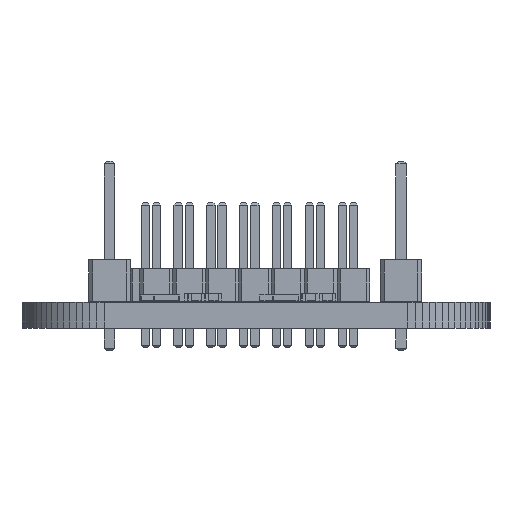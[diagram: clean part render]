
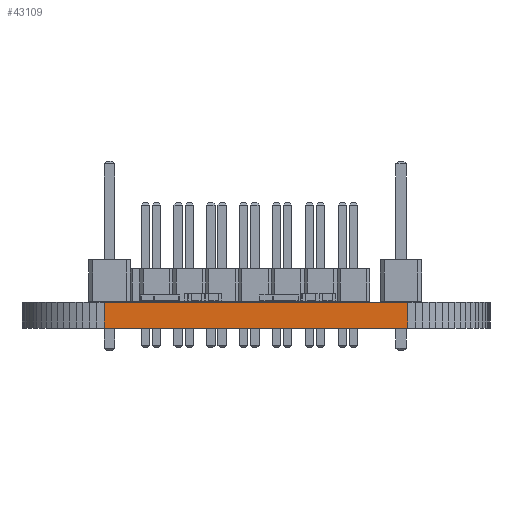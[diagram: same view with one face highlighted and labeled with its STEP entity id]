
A CAD part, front view. The second image highlights one B-rep face of the part: STEP entity #43109.
In plain terms, the highlighted planar face has unit normal (0, -1, 0).
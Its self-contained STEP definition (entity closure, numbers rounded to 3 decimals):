
#35358 = PLANE('',#35359);
#35359 = AXIS2_PLACEMENT_3D('',#35360,#35361,#35362);
#35360 = CARTESIAN_POINT('',(30.25,-110.25,1.58));
#35361 = DIRECTION('',(-0.,-0.,-1.));
#35362 = DIRECTION('',(-1.,0.,0.));
#35412 = PLANE('',#35413);
#35413 = AXIS2_PLACEMENT_3D('',#35414,#35415,#35416);
#35414 = CARTESIAN_POINT('',(30.25,-110.25,0.));
#35415 = DIRECTION('',(-0.,-0.,-1.));
#35416 = DIRECTION('',(-1.,0.,0.));
#36501 = VERTEX_POINT('',#36502);
#36502 = CARTESIAN_POINT('',(39.5,-131.,0.));
#36516 = PLANE('',#36517);
#36517 = AXIS2_PLACEMENT_3D('',#36518,#36519,#36520);
#36518 = CARTESIAN_POINT('',(39.936,-130.981,0.));
#36519 = DIRECTION('',(0.044,-0.999,0.));
#36520 = DIRECTION('',(-0.999,-0.044,0.));
#36528 = EDGE_CURVE('',#36501,#36529,#36531,.T.);
#36529 = VERTEX_POINT('',#36530);
#36530 = CARTESIAN_POINT('',(21.,-131.,0.));
#36531 = SURFACE_CURVE('',#36532,(#36536,#36543),.PCURVE_S1.);
#36532 = LINE('',#36533,#36534);
#36533 = CARTESIAN_POINT('',(39.5,-131.,0.));
#36534 = VECTOR('',#36535,1.);
#36535 = DIRECTION('',(-1.,0.,0.));
#36536 = PCURVE('',#35412,#36537);
#36537 = DEFINITIONAL_REPRESENTATION('',(#36538),#36542);
#36538 = LINE('',#36539,#36540);
#36539 = CARTESIAN_POINT('',(-9.25,-20.75));
#36540 = VECTOR('',#36541,1.);
#36541 = DIRECTION('',(1.,0.));
#36542 = ( GEOMETRIC_REPRESENTATION_CONTEXT(2) 
PARAMETRIC_REPRESENTATION_CONTEXT() REPRESENTATION_CONTEXT('2D SPACE',''
  ) );
#36543 = PCURVE('',#36544,#36549);
#36544 = PLANE('',#36545);
#36545 = AXIS2_PLACEMENT_3D('',#36546,#36547,#36548);
#36546 = CARTESIAN_POINT('',(39.5,-131.,0.));
#36547 = DIRECTION('',(0.,-1.,0.));
#36548 = DIRECTION('',(-1.,0.,0.));
#36549 = DEFINITIONAL_REPRESENTATION('',(#36550),#36554);
#36550 = LINE('',#36551,#36552);
#36551 = CARTESIAN_POINT('',(0.,-0.));
#36552 = VECTOR('',#36553,1.);
#36553 = DIRECTION('',(1.,0.));
#36554 = ( GEOMETRIC_REPRESENTATION_CONTEXT(2) 
PARAMETRIC_REPRESENTATION_CONTEXT() REPRESENTATION_CONTEXT('2D SPACE',''
  ) );
#36572 = PLANE('',#36573);
#36573 = AXIS2_PLACEMENT_3D('',#36574,#36575,#36576);
#36574 = CARTESIAN_POINT('',(21.,-131.,0.));
#36575 = DIRECTION('',(-0.044,-0.999,0.));
#36576 = DIRECTION('',(-0.999,0.044,0.));
#39429 = VERTEX_POINT('',#39430);
#39430 = CARTESIAN_POINT('',(39.5,-131.,1.58));
#39451 = EDGE_CURVE('',#39429,#39452,#39454,.T.);
#39452 = VERTEX_POINT('',#39453);
#39453 = CARTESIAN_POINT('',(21.,-131.,1.58));
#39454 = SURFACE_CURVE('',#39455,(#39459,#39466),.PCURVE_S1.);
#39455 = LINE('',#39456,#39457);
#39456 = CARTESIAN_POINT('',(39.5,-131.,1.58));
#39457 = VECTOR('',#39458,1.);
#39458 = DIRECTION('',(-1.,0.,0.));
#39459 = PCURVE('',#35358,#39460);
#39460 = DEFINITIONAL_REPRESENTATION('',(#39461),#39465);
#39461 = LINE('',#39462,#39463);
#39462 = CARTESIAN_POINT('',(-9.25,-20.75));
#39463 = VECTOR('',#39464,1.);
#39464 = DIRECTION('',(1.,0.));
#39465 = ( GEOMETRIC_REPRESENTATION_CONTEXT(2) 
PARAMETRIC_REPRESENTATION_CONTEXT() REPRESENTATION_CONTEXT('2D SPACE',''
  ) );
#39466 = PCURVE('',#36544,#39467);
#39467 = DEFINITIONAL_REPRESENTATION('',(#39468),#39472);
#39468 = LINE('',#39469,#39470);
#39469 = CARTESIAN_POINT('',(0.,-1.58));
#39470 = VECTOR('',#39471,1.);
#39471 = DIRECTION('',(1.,0.));
#39472 = ( GEOMETRIC_REPRESENTATION_CONTEXT(2) 
PARAMETRIC_REPRESENTATION_CONTEXT() REPRESENTATION_CONTEXT('2D SPACE',''
  ) );
#43061 = EDGE_CURVE('',#36501,#39429,#43062,.T.);
#43062 = SURFACE_CURVE('',#43063,(#43067,#43074),.PCURVE_S1.);
#43063 = LINE('',#43064,#43065);
#43064 = CARTESIAN_POINT('',(39.5,-131.,0.));
#43065 = VECTOR('',#43066,1.);
#43066 = DIRECTION('',(0.,0.,1.));
#43067 = PCURVE('',#36516,#43068);
#43068 = DEFINITIONAL_REPRESENTATION('',(#43069),#43073);
#43069 = LINE('',#43070,#43071);
#43070 = CARTESIAN_POINT('',(0.436,0.));
#43071 = VECTOR('',#43072,1.);
#43072 = DIRECTION('',(0.,-1.));
#43073 = ( GEOMETRIC_REPRESENTATION_CONTEXT(2) 
PARAMETRIC_REPRESENTATION_CONTEXT() REPRESENTATION_CONTEXT('2D SPACE',''
  ) );
#43074 = PCURVE('',#36544,#43075);
#43075 = DEFINITIONAL_REPRESENTATION('',(#43076),#43080);
#43076 = LINE('',#43077,#43078);
#43077 = CARTESIAN_POINT('',(0.,-0.));
#43078 = VECTOR('',#43079,1.);
#43079 = DIRECTION('',(0.,-1.));
#43080 = ( GEOMETRIC_REPRESENTATION_CONTEXT(2) 
PARAMETRIC_REPRESENTATION_CONTEXT() REPRESENTATION_CONTEXT('2D SPACE',''
  ) );
#43109 = ADVANCED_FACE('',(#43110),#36544,.T.);
#43110 = FACE_BOUND('',#43111,.T.);
#43111 = EDGE_LOOP('',(#43112,#43113,#43114,#43135));
#43112 = ORIENTED_EDGE('',*,*,#43061,.T.);
#43113 = ORIENTED_EDGE('',*,*,#39451,.T.);
#43114 = ORIENTED_EDGE('',*,*,#43115,.F.);
#43115 = EDGE_CURVE('',#36529,#39452,#43116,.T.);
#43116 = SURFACE_CURVE('',#43117,(#43121,#43128),.PCURVE_S1.);
#43117 = LINE('',#43118,#43119);
#43118 = CARTESIAN_POINT('',(21.,-131.,0.));
#43119 = VECTOR('',#43120,1.);
#43120 = DIRECTION('',(0.,0.,1.));
#43121 = PCURVE('',#36544,#43122);
#43122 = DEFINITIONAL_REPRESENTATION('',(#43123),#43127);
#43123 = LINE('',#43124,#43125);
#43124 = CARTESIAN_POINT('',(18.5,0.));
#43125 = VECTOR('',#43126,1.);
#43126 = DIRECTION('',(0.,-1.));
#43127 = ( GEOMETRIC_REPRESENTATION_CONTEXT(2) 
PARAMETRIC_REPRESENTATION_CONTEXT() REPRESENTATION_CONTEXT('2D SPACE',''
  ) );
#43128 = PCURVE('',#36572,#43129);
#43129 = DEFINITIONAL_REPRESENTATION('',(#43130),#43134);
#43130 = LINE('',#43131,#43132);
#43131 = CARTESIAN_POINT('',(0.,0.));
#43132 = VECTOR('',#43133,1.);
#43133 = DIRECTION('',(0.,-1.));
#43134 = ( GEOMETRIC_REPRESENTATION_CONTEXT(2) 
PARAMETRIC_REPRESENTATION_CONTEXT() REPRESENTATION_CONTEXT('2D SPACE',''
  ) );
#43135 = ORIENTED_EDGE('',*,*,#36528,.F.);
